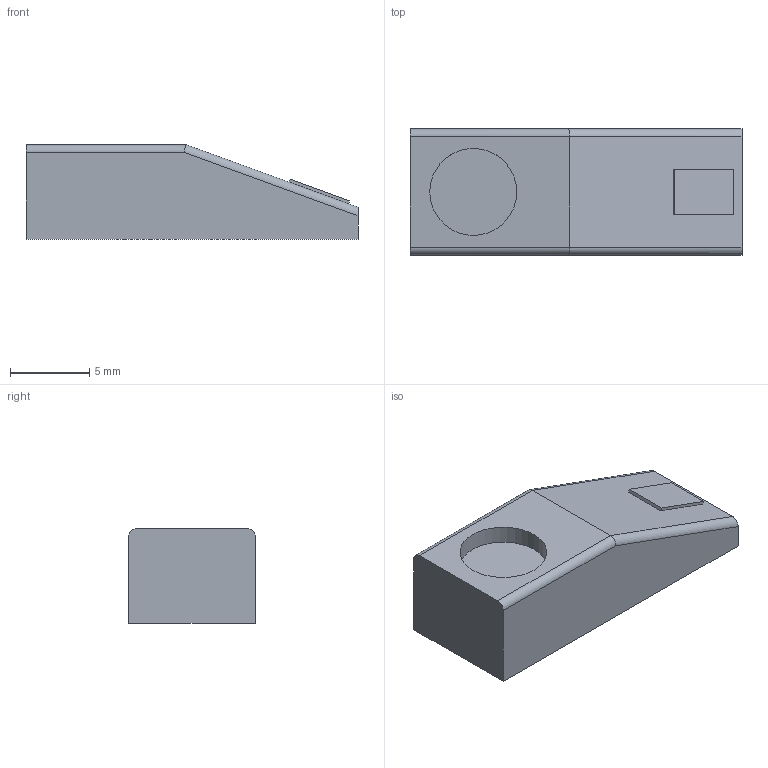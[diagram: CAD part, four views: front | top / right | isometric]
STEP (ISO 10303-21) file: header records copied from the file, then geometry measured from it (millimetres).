
FILE_DESCRIPTION(/* description */ (''),/* implementation_level */ '2;1');
FILE_NAME(/* name */ 'Mold1.5mm_HeadBar_V1.step',/* time_stamp */ '2022-04-08T16:04:47+02:00',/* author */ (''),/* organization */ (''),/* preprocessor_version */ 'ST-DEVELOPER v18.1',/* originating_system */ 'Autodesk Translation Framework v10.14.0.1471',/* authorisation */ '');
FILE_SCHEMA (('AUTOMOTIVE_DESIGN { 1 0 10303 214 3 1 1 }'));
Length unit declared in the file: millimetre
Products named in the file (1): Mold1mm_HeadBar_V1_5mm
Bounding box: 21 x 8 x 6 mm (x, y, z)
Volume: 807.4 mm3; surface area: 627.6 mm2
Topology: 1 solids, 1 shells, 18 faces, 40 edges, 26 vertices
Faces by surface type: plane 13, cylinder 5
Full cylindrical faces by diameter (mm): 5.5 x1
Entity records: 529 total; most frequent: DIRECTION 86, CARTESIAN_POINT 85, ORIENTED_EDGE 80, EDGE_CURVE 40, LINE 32, VECTOR 32, AXIS2_PLACEMENT_3D 27, VERTEX_POINT 26
